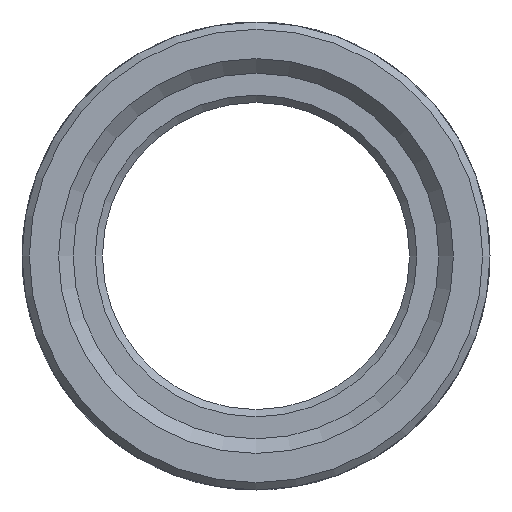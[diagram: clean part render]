
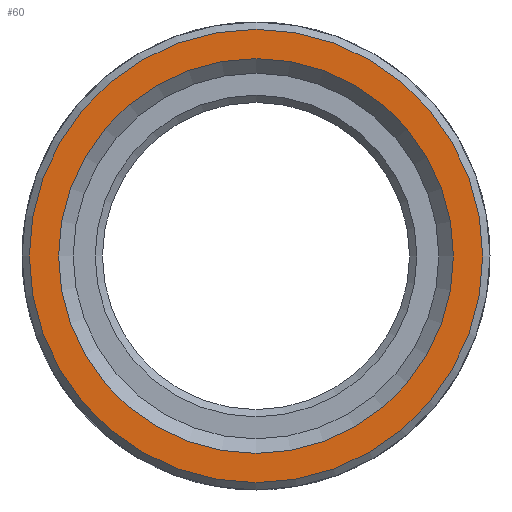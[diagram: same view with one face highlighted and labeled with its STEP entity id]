
A CAD part, left-side view. The second image highlights one B-rep face of the part: STEP entity #60.
In plain terms, the highlighted planar face has unit normal (-1, 0, 0).
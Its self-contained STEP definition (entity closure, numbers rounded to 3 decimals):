
#60 = ADVANCED_FACE( '', ( #149, #150 ), #151, .T. );
#149 = FACE_BOUND( '', #282, .T. );
#150 = FACE_OUTER_BOUND( '', #283, .T. );
#151 = PLANE( '', #284 );
#282 = EDGE_LOOP( '', ( #409 ) );
#283 = EDGE_LOOP( '', ( #410 ) );
#284 = AXIS2_PLACEMENT_3D( '', #411, #412, #413 );
#409 = ORIENTED_EDGE( '', *, *, #683, .T. );
#410 = ORIENTED_EDGE( '', *, *, #684, .F. );
#411 = CARTESIAN_POINT( '', ( 0., 15.5, 0. ) );
#412 = DIRECTION( '', ( -1., 0., 0. ) );
#413 = DIRECTION( '', ( 0., 0., 1. ) );
#683 = EDGE_CURVE( '', #784, #784, #785, .T. );
#684 = EDGE_CURVE( '', #786, #786, #787, .T. );
#784 = VERTEX_POINT( '', #932 );
#785 = CIRCLE( '', #933, 13.5 );
#786 = VERTEX_POINT( '', #934 );
#787 = CIRCLE( '', #935, 15.5 );
#932 = CARTESIAN_POINT( '', ( 0., 0., -13.5 ) );
#933 = AXIS2_PLACEMENT_3D( '', #1137, #1138, #1139 );
#934 = CARTESIAN_POINT( '', ( 0., 0., -15.5 ) );
#935 = AXIS2_PLACEMENT_3D( '', #1140, #1141, #1142 );
#1137 = CARTESIAN_POINT( '', ( 0., 0., 0. ) );
#1138 = DIRECTION( '', ( 1., 0., 0. ) );
#1139 = DIRECTION( '', ( 0., 0., -1. ) );
#1140 = CARTESIAN_POINT( '', ( 0., 0., 0. ) );
#1141 = DIRECTION( '', ( 1., 0., 0. ) );
#1142 = DIRECTION( '', ( 0., 0., -1. ) );
